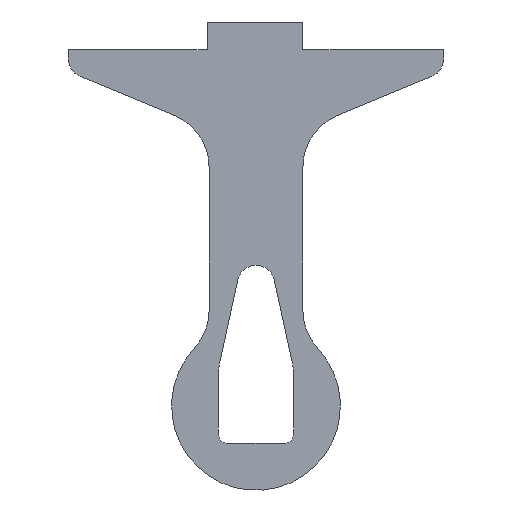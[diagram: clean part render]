
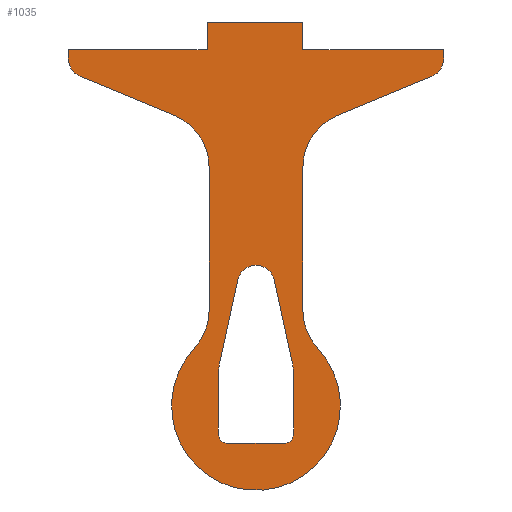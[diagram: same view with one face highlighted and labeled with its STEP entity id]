
A CAD part, left-side view. The second image highlights one B-rep face of the part: STEP entity #1035.
In plain terms, the highlighted planar face has unit normal (-1, 0, 0).
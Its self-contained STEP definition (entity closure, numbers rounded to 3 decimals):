
#73=CARTESIAN_POINT('',(0.0,4.,3.356));
#74=VERTEX_POINT('',#73);
#75=CARTESIAN_POINT('',(0.0,3.863,4.629));
#76=VERTEX_POINT('',#75);
#77=CARTESIAN_POINT('',(0.0,-2.,3.356));
#78=DIRECTION('',(1.0,0.0,0.0));
#79=DIRECTION('',(0.0,1.0,0.0));
#80=AXIS2_PLACEMENT_3D('',#77,#78,#79);
#81=CIRCLE('',#80,6.);
#82=EDGE_CURVE('',#74,#76,#81,.T.);
#115=CARTESIAN_POINT('',(0.0,4.,-3.));
#116=VERTEX_POINT('',#115);
#117=CARTESIAN_POINT('',(0.0,4.,-3.));
#118=DIRECTION('',(0.0,0.0,1.0));
#119=VECTOR('',#118,6.356);
#120=LINE('',#117,#119);
#121=EDGE_CURVE('',#116,#74,#120,.T.);
#146=CARTESIAN_POINT('',(0.0,3.,-4.));
#147=VERTEX_POINT('',#146);
#148=CARTESIAN_POINT('',(0.0,3.0,-3.));
#149=DIRECTION('',(1.0,0.0,0.0));
#150=DIRECTION('',(0.0,0.0,-1.0));
#151=AXIS2_PLACEMENT_3D('',#148,#149,#150);
#152=CIRCLE('',#151,1.);
#153=EDGE_CURVE('',#147,#116,#152,.T.);
#179=CARTESIAN_POINT('',(0.0,-3.,-4.));
#180=VERTEX_POINT('',#179);
#181=CARTESIAN_POINT('',(0.0,-3.,-4.));
#182=DIRECTION('',(0.0,1.0,0.0));
#183=VECTOR('',#182,6.);
#184=LINE('',#181,#183);
#185=EDGE_CURVE('',#180,#147,#184,.T.);
#210=CARTESIAN_POINT('',(0.0,-4.,-3.));
#211=VERTEX_POINT('',#210);
#212=CARTESIAN_POINT('',(0.0,-3.,-3.));
#213=DIRECTION('',(1.0,0.0,0.0));
#214=DIRECTION('',(0.0,-1.0,0.0));
#215=AXIS2_PLACEMENT_3D('',#212,#213,#214);
#216=CIRCLE('',#215,1.);
#217=EDGE_CURVE('',#211,#180,#216,.T.);
#243=CARTESIAN_POINT('',(0.0,-4.,3.356));
#244=VERTEX_POINT('',#243);
#245=CARTESIAN_POINT('',(0.0,-4.,3.356));
#246=DIRECTION('',(0.0,0.0,-1.0));
#247=VECTOR('',#246,6.356);
#248=LINE('',#245,#247);
#249=EDGE_CURVE('',#244,#211,#248,.T.);
#274=CARTESIAN_POINT('',(0.0,-3.863,4.629));
#275=VERTEX_POINT('',#274);
#276=CARTESIAN_POINT('',(0.0,2.0,3.356));
#277=DIRECTION('',(1.0,0.0,0.0));
#278=DIRECTION('',(0.0,-0.977,0.212));
#279=AXIS2_PLACEMENT_3D('',#276,#277,#278);
#280=CIRCLE('',#279,6.0);
#281=EDGE_CURVE('',#275,#244,#280,.T.);
#307=CARTESIAN_POINT('',(0.0,-1.954,13.424));
#308=VERTEX_POINT('',#307);
#309=CARTESIAN_POINT('',(0.0,-1.954,13.424));
#310=DIRECTION('',(0.0,-0.212,-0.977));
#311=VECTOR('',#310,9.);
#312=LINE('',#309,#311);
#313=EDGE_CURVE('',#308,#275,#312,.T.);
#338=CARTESIAN_POINT('',(0.0,1.954,13.424));
#339=VERTEX_POINT('',#338);
#340=CARTESIAN_POINT('',(0.0,0.0,13.));
#341=DIRECTION('',(1.0,0.0,0.0));
#342=DIRECTION('',(0.0,0.977,0.212));
#343=AXIS2_PLACEMENT_3D('',#340,#341,#342);
#344=CIRCLE('',#343,2.0);
#345=EDGE_CURVE('',#339,#308,#344,.T.);
#371=CARTESIAN_POINT('',(0.0,3.863,4.629));
#372=DIRECTION('',(0.0,-0.212,0.977));
#373=VECTOR('',#372,9.);
#374=LINE('',#371,#373);
#375=EDGE_CURVE('',#76,#339,#374,.T.);
#393=CARTESIAN_POINT('',(0.0,-8.704,30.985));
#394=VERTEX_POINT('',#393);
#395=CARTESIAN_POINT('',(0.0,-5.,25.441));
#396=VERTEX_POINT('',#395);
#397=CARTESIAN_POINT('',(0.0,-11.,25.441));
#398=DIRECTION('',(-1.0,0.0,0.0));
#399=DIRECTION('',(0.0,-1.0,0.0));
#400=AXIS2_PLACEMENT_3D('',#397,#398,#399);
#401=CIRCLE('',#400,6.);
#402=EDGE_CURVE('',#394,#396,#401,.T.);
#435=CARTESIAN_POINT('',(0.0,-18.765,35.152));
#436=VERTEX_POINT('',#435);
#437=CARTESIAN_POINT('',(0.0,-18.765,35.152));
#438=DIRECTION('',(0.0,0.924,-0.383));
#439=VECTOR('',#438,10.89);
#440=LINE('',#437,#439);
#441=EDGE_CURVE('',#436,#394,#440,.T.);
#466=CARTESIAN_POINT('',(0.0,-20.,37.));
#467=VERTEX_POINT('',#466);
#468=CARTESIAN_POINT('',(0.0,-18.,37.));
#469=DIRECTION('',(1.0,0.0,0.0));
#470=DIRECTION('',(0.0,-1.0,0.0));
#471=AXIS2_PLACEMENT_3D('',#468,#469,#470);
#472=CIRCLE('',#471,2.);
#473=EDGE_CURVE('',#467,#436,#472,.T.);
#499=CARTESIAN_POINT('',(0.0,-20.,38.));
#500=VERTEX_POINT('',#499);
#501=CARTESIAN_POINT('',(0.0,-20.,38.));
#502=DIRECTION('',(0.0,0.0,-1.0));
#503=VECTOR('',#502,1.0);
#504=LINE('',#501,#503);
#505=EDGE_CURVE('',#500,#467,#504,.T.);
#530=CARTESIAN_POINT('',(0.0,-5.,38.));
#531=VERTEX_POINT('',#530);
#532=CARTESIAN_POINT('',(0.0,-5.,38.));
#533=DIRECTION('',(0.0,-1.0,0.0));
#534=VECTOR('',#533,15.);
#535=LINE('',#532,#534);
#536=EDGE_CURVE('',#531,#500,#535,.T.);
#561=CARTESIAN_POINT('',(0.0,-5.,40.949));
#562=VERTEX_POINT('',#561);
#563=CARTESIAN_POINT('',(0.0,-5.,40.949));
#564=DIRECTION('',(0.0,0.0,-1.0));
#565=VECTOR('',#564,2.949);
#566=LINE('',#563,#565);
#567=EDGE_CURVE('',#562,#531,#566,.T.);
#592=CARTESIAN_POINT('',(0.0,5.222,40.941));
#593=VERTEX_POINT('',#592);
#594=CARTESIAN_POINT('',(0.0,5.222,40.941));
#595=DIRECTION('',(0.0,-1.,0.001));
#596=VECTOR('',#595,10.222);
#597=LINE('',#594,#596);
#598=EDGE_CURVE('',#593,#562,#597,.T.);
#623=CARTESIAN_POINT('',(0.0,5.222,38.));
#624=VERTEX_POINT('',#623);
#625=CARTESIAN_POINT('',(0.0,5.222,38.));
#626=DIRECTION('',(0.0,0.0,1.0));
#627=VECTOR('',#626,2.941);
#628=LINE('',#625,#627);
#629=EDGE_CURVE('',#624,#593,#628,.T.);
#654=CARTESIAN_POINT('',(0.0,20.,38.));
#655=VERTEX_POINT('',#654);
#656=CARTESIAN_POINT('',(0.0,20.,38.));
#657=DIRECTION('',(0.0,-1.0,0.0));
#658=VECTOR('',#657,14.778);
#659=LINE('',#656,#658);
#660=EDGE_CURVE('',#655,#624,#659,.T.);
#685=CARTESIAN_POINT('',(0.0,20.,37.));
#686=VERTEX_POINT('',#685);
#687=CARTESIAN_POINT('',(0.0,20.,37.));
#688=DIRECTION('',(0.0,0.0,1.0));
#689=VECTOR('',#688,1.0);
#690=LINE('',#687,#689);
#691=EDGE_CURVE('',#686,#655,#690,.T.);
#716=CARTESIAN_POINT('',(0.0,18.765,35.152));
#717=VERTEX_POINT('',#716);
#718=CARTESIAN_POINT('',(0.0,18.,37.));
#719=DIRECTION('',(1.0,0.0,0.0));
#720=DIRECTION('',(0.0,0.383,-0.924));
#721=AXIS2_PLACEMENT_3D('',#718,#719,#720);
#722=CIRCLE('',#721,2.0);
#723=EDGE_CURVE('',#717,#686,#722,.T.);
#749=CARTESIAN_POINT('',(0.0,8.704,30.985));
#750=VERTEX_POINT('',#749);
#751=CARTESIAN_POINT('',(0.0,8.704,30.985));
#752=DIRECTION('',(0.0,0.924,0.383));
#753=VECTOR('',#752,10.89);
#754=LINE('',#751,#753);
#755=EDGE_CURVE('',#750,#717,#754,.T.);
#780=CARTESIAN_POINT('',(0.0,5.,25.441));
#781=VERTEX_POINT('',#780);
#782=CARTESIAN_POINT('',(0.0,11.,25.441));
#783=DIRECTION('',(-1.0,0.0,0.0));
#784=DIRECTION('',(0.0,0.383,-0.924));
#785=AXIS2_PLACEMENT_3D('',#782,#783,#784);
#786=CIRCLE('',#785,6.);
#787=EDGE_CURVE('',#781,#750,#786,.T.);
#813=CARTESIAN_POINT('',(0.0,5.,10.198));
#814=VERTEX_POINT('',#813);
#815=CARTESIAN_POINT('',(0.0,5.,10.198));
#816=DIRECTION('',(0.0,0.0,1.0));
#817=VECTOR('',#816,15.243);
#818=LINE('',#815,#817);
#819=EDGE_CURVE('',#814,#781,#818,.T.);
#844=CARTESIAN_POINT('',(0.0,6.6,6.119));
#845=VERTEX_POINT('',#844);
#846=CARTESIAN_POINT('',(0.0,11.,10.198));
#847=DIRECTION('',(-1.0,0.0,0.0));
#848=DIRECTION('',(0.0,1.0,0.0));
#849=AXIS2_PLACEMENT_3D('',#846,#847,#848);
#850=CIRCLE('',#849,6.);
#851=EDGE_CURVE('',#845,#814,#850,.T.);
#877=CARTESIAN_POINT('',(0.0,-6.6,6.119));
#878=VERTEX_POINT('',#877);
#879=CARTESIAN_POINT('',(0.0,0.0,0.0));
#880=DIRECTION('',(1.0,0.0,0.0));
#881=DIRECTION('',(0.0,-0.733,0.68));
#882=AXIS2_PLACEMENT_3D('',#879,#880,#881);
#883=CIRCLE('',#882,9.);
#884=EDGE_CURVE('',#878,#845,#883,.T.);
#910=CARTESIAN_POINT('',(0.0,-5.,10.198));
#911=VERTEX_POINT('',#910);
#912=CARTESIAN_POINT('',(0.0,-11.,10.198));
#913=DIRECTION('',(-1.0,0.0,0.0));
#914=DIRECTION('',(0.0,-0.733,0.68));
#915=AXIS2_PLACEMENT_3D('',#912,#913,#914);
#916=CIRCLE('',#915,6.);
#917=EDGE_CURVE('',#911,#878,#916,.T.);
#943=CARTESIAN_POINT('',(0.0,-5.,25.441));
#944=DIRECTION('',(0.0,0.0,-1.0));
#945=VECTOR('',#944,15.243);
#946=LINE('',#943,#945);
#947=EDGE_CURVE('',#396,#911,#946,.T.);
#998=CARTESIAN_POINT('',(0.0,0.004,23.085));
#999=DIRECTION('',(1.0,0.0,0.0));
#1000=DIRECTION('',(0.0,0.0,-1.0));
#1001=AXIS2_PLACEMENT_3D('',#998,#999,#1000);
#1002=PLANE('',#1001);
#1003=ORIENTED_EDGE('',*,*,#947,.F.);
#1004=ORIENTED_EDGE('',*,*,#402,.F.);
#1005=ORIENTED_EDGE('',*,*,#441,.F.);
#1006=ORIENTED_EDGE('',*,*,#473,.F.);
#1007=ORIENTED_EDGE('',*,*,#505,.F.);
#1008=ORIENTED_EDGE('',*,*,#536,.F.);
#1009=ORIENTED_EDGE('',*,*,#567,.F.);
#1010=ORIENTED_EDGE('',*,*,#598,.F.);
#1011=ORIENTED_EDGE('',*,*,#629,.F.);
#1012=ORIENTED_EDGE('',*,*,#660,.F.);
#1013=ORIENTED_EDGE('',*,*,#691,.F.);
#1014=ORIENTED_EDGE('',*,*,#723,.F.);
#1015=ORIENTED_EDGE('',*,*,#755,.F.);
#1016=ORIENTED_EDGE('',*,*,#787,.F.);
#1017=ORIENTED_EDGE('',*,*,#819,.F.);
#1018=ORIENTED_EDGE('',*,*,#851,.F.);
#1019=ORIENTED_EDGE('',*,*,#884,.F.);
#1020=ORIENTED_EDGE('',*,*,#917,.F.);
#1021=EDGE_LOOP('',(#1003,#1004,#1005,#1006,#1007,#1008,#1009,#1010,#1011,#1012,#1013,#1014,#1015,#1016,#1017,#1018,#1019,#1020));
#1022=FACE_OUTER_BOUND('',#1021,.T.);
#1023=ORIENTED_EDGE('',*,*,#82,.T.);
#1024=ORIENTED_EDGE('',*,*,#375,.T.);
#1025=ORIENTED_EDGE('',*,*,#345,.T.);
#1026=ORIENTED_EDGE('',*,*,#313,.T.);
#1027=ORIENTED_EDGE('',*,*,#281,.T.);
#1028=ORIENTED_EDGE('',*,*,#249,.T.);
#1029=ORIENTED_EDGE('',*,*,#217,.T.);
#1030=ORIENTED_EDGE('',*,*,#185,.T.);
#1031=ORIENTED_EDGE('',*,*,#153,.T.);
#1032=ORIENTED_EDGE('',*,*,#121,.T.);
#1033=EDGE_LOOP('',(#1023,#1024,#1025,#1026,#1027,#1028,#1029,#1030,#1031,#1032));
#1034=FACE_BOUND('',#1033,.T.);
#1035=ADVANCED_FACE('',(#1022,#1034),#1002,.F.);
